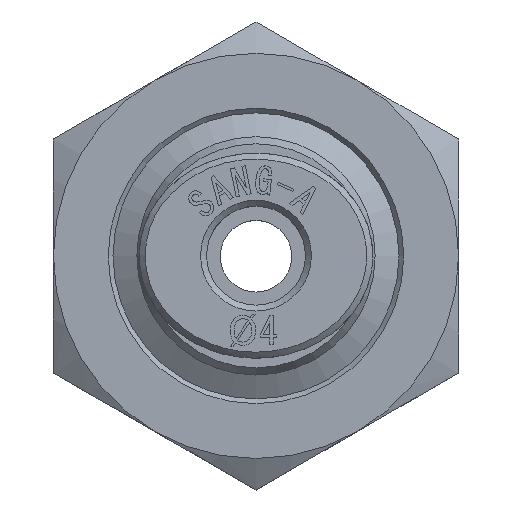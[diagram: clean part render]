
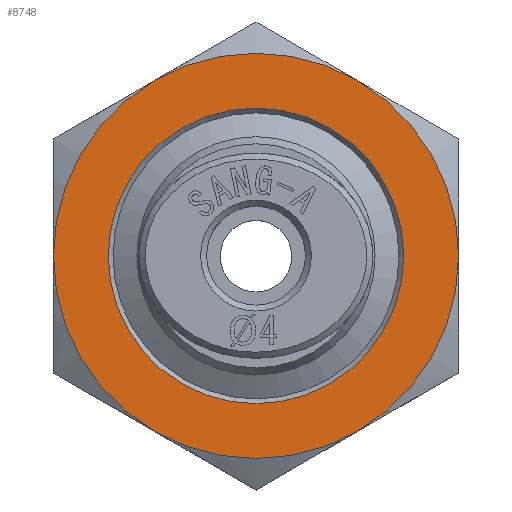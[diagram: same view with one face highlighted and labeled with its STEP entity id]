
A CAD part, top view. The second image highlights one B-rep face of the part: STEP entity #8748.
In plain terms, the highlighted planar face has unit normal (0, 0, 1).
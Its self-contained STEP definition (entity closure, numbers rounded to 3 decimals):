
#8672=CARTESIAN_POINT('',(6.2,0.,4.0));
#8673=VERTEX_POINT('',#8672);
#8674=CARTESIAN_POINT('',(0.0,0.0,4.0));
#8675=DIRECTION('',(0.0,0.0,1.0));
#8676=DIRECTION('',(-1.0,0.0,0.0));
#8677=AXIS2_PLACEMENT_3D('',#8674,#8675,#8676);
#8678=CIRCLE('',#8677,6.2);
#8679=EDGE_CURVE('',#8673,#8673,#8678,.T.);
#8684=CARTESIAN_POINT('',(0.0,0.,4.0));
#8685=DIRECTION('',(0.0,0.0,1.0));
#8686=DIRECTION('',(1.0,0.0,0.0));
#8687=AXIS2_PLACEMENT_3D('',#8684,#8685,#8686);
#8688=PLANE('',#8687);
#8689=CARTESIAN_POINT('',(7.361,-4.25,4.0));
#8690=VERTEX_POINT('',#8689);
#8691=CARTESIAN_POINT('',(7.361,4.25,4.0));
#8692=VERTEX_POINT('',#8691);
#8693=CARTESIAN_POINT('',(0.0,0.0,4.0));
#8694=DIRECTION('',(0.0,0.0,1.0));
#8695=DIRECTION('',(-1.0,0.0,0.0));
#8696=AXIS2_PLACEMENT_3D('',#8693,#8694,#8695);
#8697=CIRCLE('',#8696,8.5);
#8698=EDGE_CURVE('',#8690,#8692,#8697,.T.);
#8699=ORIENTED_EDGE('',*,*,#8698,.T.);
#8700=CARTESIAN_POINT('',(0.,8.5,4.0));
#8701=VERTEX_POINT('',#8700);
#8702=CARTESIAN_POINT('',(0.0,0.0,4.0));
#8703=DIRECTION('',(0.0,0.0,1.0));
#8704=DIRECTION('',(-1.0,0.0,0.0));
#8705=AXIS2_PLACEMENT_3D('',#8702,#8703,#8704);
#8706=CIRCLE('',#8705,8.5);
#8707=EDGE_CURVE('',#8692,#8701,#8706,.T.);
#8708=ORIENTED_EDGE('',*,*,#8707,.T.);
#8709=CARTESIAN_POINT('',(-7.361,4.25,4.0));
#8710=VERTEX_POINT('',#8709);
#8711=CARTESIAN_POINT('',(0.0,0.0,4.0));
#8712=DIRECTION('',(0.0,0.0,1.0));
#8713=DIRECTION('',(-1.0,0.0,0.0));
#8714=AXIS2_PLACEMENT_3D('',#8711,#8712,#8713);
#8715=CIRCLE('',#8714,8.5);
#8716=EDGE_CURVE('',#8701,#8710,#8715,.T.);
#8717=ORIENTED_EDGE('',*,*,#8716,.T.);
#8718=CARTESIAN_POINT('',(-7.361,-4.25,4.0));
#8719=VERTEX_POINT('',#8718);
#8720=CARTESIAN_POINT('',(0.0,0.0,4.0));
#8721=DIRECTION('',(0.0,0.0,1.0));
#8722=DIRECTION('',(-1.0,0.0,0.0));
#8723=AXIS2_PLACEMENT_3D('',#8720,#8721,#8722);
#8724=CIRCLE('',#8723,8.5);
#8725=EDGE_CURVE('',#8710,#8719,#8724,.T.);
#8726=ORIENTED_EDGE('',*,*,#8725,.T.);
#8727=CARTESIAN_POINT('',(0.,-8.5,4.0));
#8728=VERTEX_POINT('',#8727);
#8729=CARTESIAN_POINT('',(0.0,0.0,4.0));
#8730=DIRECTION('',(0.0,0.0,1.0));
#8731=DIRECTION('',(-1.0,0.0,0.0));
#8732=AXIS2_PLACEMENT_3D('',#8729,#8730,#8731);
#8733=CIRCLE('',#8732,8.5);
#8734=EDGE_CURVE('',#8719,#8728,#8733,.T.);
#8735=ORIENTED_EDGE('',*,*,#8734,.T.);
#8736=CARTESIAN_POINT('',(0.0,0.0,4.0));
#8737=DIRECTION('',(0.0,0.0,1.0));
#8738=DIRECTION('',(-1.0,0.0,0.0));
#8739=AXIS2_PLACEMENT_3D('',#8736,#8737,#8738);
#8740=CIRCLE('',#8739,8.5);
#8741=EDGE_CURVE('',#8728,#8690,#8740,.T.);
#8742=ORIENTED_EDGE('',*,*,#8741,.T.);
#8743=EDGE_LOOP('',(#8699,#8708,#8717,#8726,#8735,#8742));
#8744=FACE_OUTER_BOUND('',#8743,.T.);
#8745=ORIENTED_EDGE('',*,*,#8679,.F.);
#8746=EDGE_LOOP('',(#8745));
#8747=FACE_BOUND('',#8746,.T.);
#8748=ADVANCED_FACE('',(#8744,#8747),#8688,.T.);
